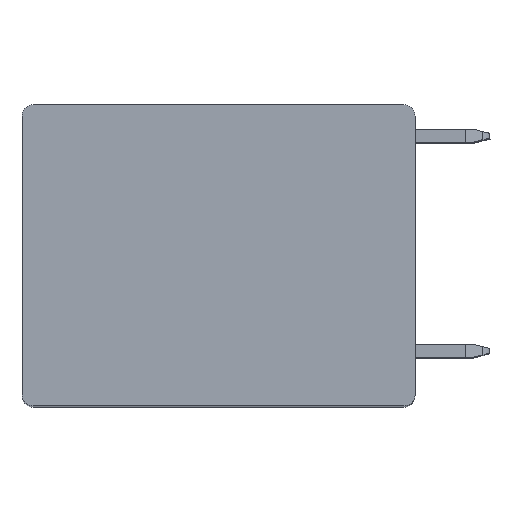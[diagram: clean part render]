
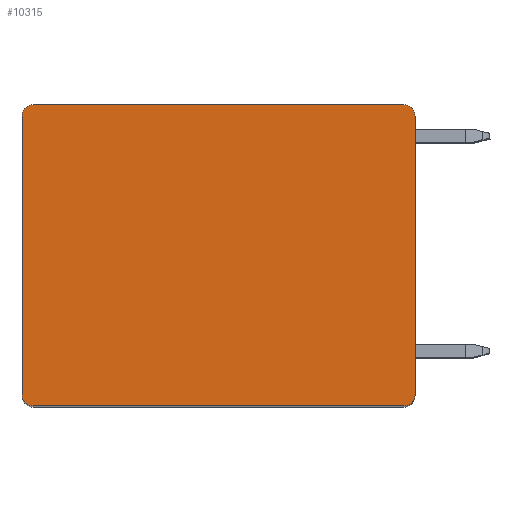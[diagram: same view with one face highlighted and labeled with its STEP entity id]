
A CAD part, top view. The second image highlights one B-rep face of the part: STEP entity #10315.
In plain terms, the highlighted planar face has unit normal (0, 0, 1).
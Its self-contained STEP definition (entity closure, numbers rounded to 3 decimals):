
#2437=CARTESIAN_POINT('',(-11.375,8.55,50.55));
#2438=DIRECTION('',(0.,0.,1.));
#2439=DIRECTION('',(0.,1.,0.));
#2440=AXIS2_PLACEMENT_3D('',#2437,#2438,#2439);
#2442=DIRECTION('',(-1.,0.,0.));
#2443=VECTOR('',#2442,22.75);
#2444=CARTESIAN_POINT('',(11.375,9.25,50.55));
#2445=LINE('',#2444,#2443);
#2446=CARTESIAN_POINT('',(11.375,8.55,50.55));
#2447=DIRECTION('',(0.,0.,1.));
#2448=DIRECTION('',(1.,0.,0.));
#2449=AXIS2_PLACEMENT_3D('',#2446,#2447,#2448);
#2451=DIRECTION('',(0.,1.,0.));
#2452=VECTOR('',#2451,17.1);
#2453=CARTESIAN_POINT('',(12.075,-8.55,50.55));
#2454=LINE('',#2453,#2452);
#2455=CARTESIAN_POINT('',(11.375,-8.55,50.55));
#2456=DIRECTION('',(0.,0.,1.));
#2457=DIRECTION('',(0.,-1.,0.));
#2458=AXIS2_PLACEMENT_3D('',#2455,#2456,#2457);
#2460=DIRECTION('',(1.,0.,0.));
#2461=VECTOR('',#2460,22.75);
#2462=CARTESIAN_POINT('',(-11.375,-9.25,50.55));
#2463=LINE('',#2462,#2461);
#2464=CARTESIAN_POINT('',(-11.375,-8.55,50.55));
#2465=DIRECTION('',(0.,0.,1.));
#2466=DIRECTION('',(-1.,0.,0.));
#2467=AXIS2_PLACEMENT_3D('',#2464,#2465,#2466);
#2469=DIRECTION('',(0.,-1.,0.));
#2470=VECTOR('',#2469,17.1);
#2471=CARTESIAN_POINT('',(-12.075,8.55,50.55));
#2472=LINE('',#2471,#2470);
#5837=CARTESIAN_POINT('',(-11.375,9.25,50.55));
#5838=CARTESIAN_POINT('',(-12.075,8.55,50.55));
#5839=VERTEX_POINT('',#5837);
#5840=VERTEX_POINT('',#5838);
#5845=CARTESIAN_POINT('',(12.075,8.55,50.55));
#5846=VERTEX_POINT('',#5845);
#5847=CARTESIAN_POINT('',(11.375,9.25,50.55));
#5848=VERTEX_POINT('',#5847);
#5853=CARTESIAN_POINT('',(11.375,-9.25,50.55));
#5854=VERTEX_POINT('',#5853);
#5855=CARTESIAN_POINT('',(12.075,-8.55,50.55));
#5856=VERTEX_POINT('',#5855);
#5861=CARTESIAN_POINT('',(-12.075,-8.55,50.55));
#5862=VERTEX_POINT('',#5861);
#5863=CARTESIAN_POINT('',(-11.375,-9.25,50.55));
#5864=VERTEX_POINT('',#5863);
#10300=CARTESIAN_POINT('',(0.,0.,50.55));
#10301=DIRECTION('',(0.,0.,1.));
#10302=DIRECTION('',(1.,0.,0.));
#10303=AXIS2_PLACEMENT_3D('',#10300,#10301,#10302);
#10304=PLANE('',#10303);
#10305=ORIENTED_EDGE('',*,*,#7224,.F.);
#10306=ORIENTED_EDGE('',*,*,#7646,.F.);
#10307=ORIENTED_EDGE('',*,*,#9007,.F.);
#10308=ORIENTED_EDGE('',*,*,#9022,.F.);
#10309=ORIENTED_EDGE('',*,*,#10057,.F.);
#10310=ORIENTED_EDGE('',*,*,#10072,.F.);
#10311=ORIENTED_EDGE('',*,*,#10085,.F.);
#10312=ORIENTED_EDGE('',*,*,#10097,.F.);
#10313=EDGE_LOOP('',(#10305,#10306,#10307,#10308,#10309,#10310,#10311,#10312));
#10314=FACE_OUTER_BOUND('',#10313,.F.);
#2441=CIRCLE('',#2440,0.7);
#2450=CIRCLE('',#2449,0.7);
#2459=CIRCLE('',#2458,0.7);
#2468=CIRCLE('',#2467,0.7);
#7224=EDGE_CURVE('',#5839,#5840,#2441,.T.);
#7646=EDGE_CURVE('',#5848,#5839,#2445,.T.);
#9007=EDGE_CURVE('',#5846,#5848,#2450,.T.);
#9022=EDGE_CURVE('',#5856,#5846,#2454,.T.);
#10057=EDGE_CURVE('',#5854,#5856,#2459,.T.);
#10072=EDGE_CURVE('',#5864,#5854,#2463,.T.);
#10085=EDGE_CURVE('',#5862,#5864,#2468,.T.);
#10097=EDGE_CURVE('',#5840,#5862,#2472,.T.);
#10315=ADVANCED_FACE('',(#10314),#10304,.T.);
